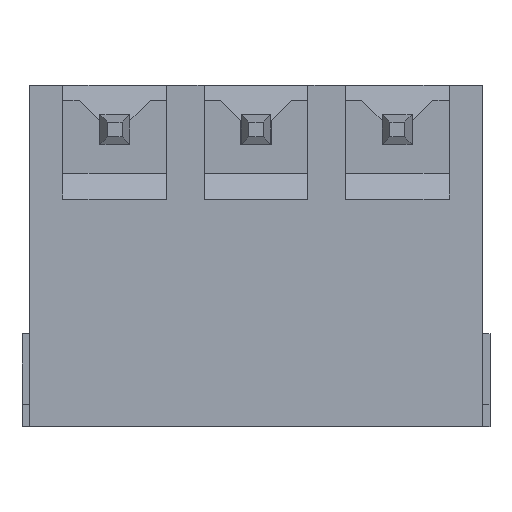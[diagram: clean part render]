
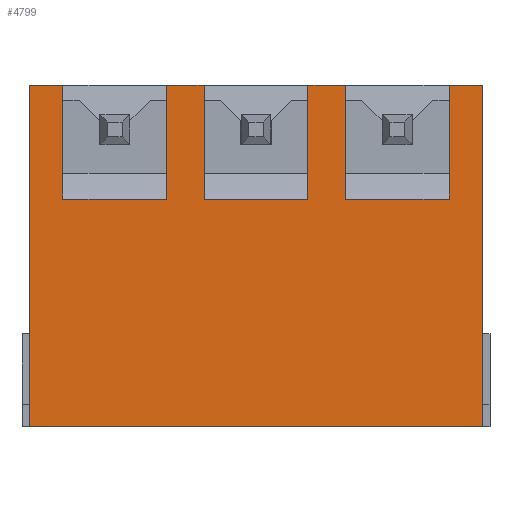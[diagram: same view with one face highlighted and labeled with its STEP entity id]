
A CAD part, top view. The second image highlights one B-rep face of the part: STEP entity #4799.
In plain terms, the highlighted planar face has unit normal (0, 0, 1).
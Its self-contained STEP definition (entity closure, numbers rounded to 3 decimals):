
#372=DIRECTION('',(1.,0.,0.));
#373=VECTOR('',#372,12.22);
#374=CARTESIAN_POINT('',(0.,0.,7.));
#375=LINE('',#374,#373);
#513=DIRECTION('',(0.,-1.,0.));
#514=VECTOR('',#513,9.2);
#515=CARTESIAN_POINT('',(12.22,9.2,7.));
#516=LINE('',#515,#514);
#785=DIRECTION('',(1.,0.,0.));
#786=VECTOR('',#785,1.01);
#787=CARTESIAN_POINT('',(7.51,9.2,7.));
#788=LINE('',#787,#786);
#789=DIRECTION('',(0.,-1.,0.));
#790=VECTOR('',#789,3.07);
#791=CARTESIAN_POINT('',(8.52,9.2,7.));
#792=LINE('',#791,#790);
#793=DIRECTION('',(1.,0.,0.));
#794=VECTOR('',#793,2.8);
#795=CARTESIAN_POINT('',(8.52,6.13,7.));
#796=LINE('',#795,#794);
#797=DIRECTION('',(0.,-1.,0.));
#798=VECTOR('',#797,3.07);
#799=CARTESIAN_POINT('',(11.32,9.2,7.));
#800=LINE('',#799,#798);
#801=DIRECTION('',(1.,0.,0.));
#802=VECTOR('',#801,0.9);
#803=CARTESIAN_POINT('',(11.32,9.2,7.));
#804=LINE('',#803,#802);
#805=DIRECTION('',(1.,0.,0.));
#806=VECTOR('',#805,0.9);
#807=CARTESIAN_POINT('',(0.,9.2,7.));
#808=LINE('',#807,#806);
#809=DIRECTION('',(0.,-1.,0.));
#810=VECTOR('',#809,3.07);
#811=CARTESIAN_POINT('',(0.9,9.2,7.));
#812=LINE('',#811,#810);
#813=DIRECTION('',(1.,0.,0.));
#814=VECTOR('',#813,2.8);
#815=CARTESIAN_POINT('',(0.9,6.13,7.));
#816=LINE('',#815,#814);
#817=DIRECTION('',(0.,-1.,0.));
#818=VECTOR('',#817,3.07);
#819=CARTESIAN_POINT('',(3.7,9.2,7.));
#820=LINE('',#819,#818);
#821=DIRECTION('',(1.,0.,0.));
#822=VECTOR('',#821,1.01);
#823=CARTESIAN_POINT('',(3.7,9.2,7.));
#824=LINE('',#823,#822);
#825=DIRECTION('',(0.,-1.,0.));
#826=VECTOR('',#825,3.07);
#827=CARTESIAN_POINT('',(4.71,9.2,7.));
#828=LINE('',#827,#826);
#829=DIRECTION('',(1.,0.,0.));
#830=VECTOR('',#829,2.8);
#831=CARTESIAN_POINT('',(4.71,6.13,7.));
#832=LINE('',#831,#830);
#833=DIRECTION('',(0.,-1.,0.));
#834=VECTOR('',#833,3.07);
#835=CARTESIAN_POINT('',(7.51,9.2,7.));
#836=LINE('',#835,#834);
#1381=DIRECTION('',(0.,-1.,0.));
#1382=VECTOR('',#1381,9.2);
#1383=CARTESIAN_POINT('',(0.,9.2,7.));
#1384=LINE('',#1383,#1382);
#3166=CARTESIAN_POINT('',(0.,9.2,7.));
#3167=CARTESIAN_POINT('',(0.,0.,7.));
#3168=VERTEX_POINT('',#3166);
#3169=VERTEX_POINT('',#3167);
#3196=CARTESIAN_POINT('',(3.7,9.2,7.));
#3198=VERTEX_POINT('',#3196);
#3202=CARTESIAN_POINT('',(0.9,9.2,7.));
#3203=CARTESIAN_POINT('',(0.9,6.13,7.));
#3204=VERTEX_POINT('',#3202);
#3205=VERTEX_POINT('',#3203);
#3206=CARTESIAN_POINT('',(3.7,6.13,7.));
#3207=VERTEX_POINT('',#3206);
#3608=CARTESIAN_POINT('',(4.71,6.13,7.));
#3609=VERTEX_POINT('',#3608);
#3612=CARTESIAN_POINT('',(7.51,6.13,7.));
#3613=VERTEX_POINT('',#3612);
#3620=CARTESIAN_POINT('',(4.71,9.2,7.));
#3621=VERTEX_POINT('',#3620);
#3622=CARTESIAN_POINT('',(7.51,9.2,7.));
#3623=VERTEX_POINT('',#3622);
#3704=CARTESIAN_POINT('',(12.22,9.2,7.));
#3705=CARTESIAN_POINT('',(12.22,0.,7.));
#3706=VERTEX_POINT('',#3704);
#3707=VERTEX_POINT('',#3705);
#3746=CARTESIAN_POINT('',(8.52,6.13,7.));
#3747=VERTEX_POINT('',#3746);
#3752=CARTESIAN_POINT('',(11.32,6.13,7.));
#3753=VERTEX_POINT('',#3752);
#3760=CARTESIAN_POINT('',(8.52,9.2,7.));
#3761=VERTEX_POINT('',#3760);
#3762=CARTESIAN_POINT('',(11.32,9.2,7.));
#3763=VERTEX_POINT('',#3762);
#4766=CARTESIAN_POINT('',(0.,9.2,7.));
#4767=DIRECTION('',(0.,0.,1.));
#4768=DIRECTION('',(0.,-1.,0.));
#4769=AXIS2_PLACEMENT_3D('',#4766,#4767,#4768);
#4770=PLANE('',#4769);
#4771=ORIENTED_EDGE('',*,*,#4615,.T.);
#4773=ORIENTED_EDGE('',*,*,#4772,.T.);
#4775=ORIENTED_EDGE('',*,*,#4774,.T.);
#4777=ORIENTED_EDGE('',*,*,#4776,.F.);
#4778=ORIENTED_EDGE('',*,*,#4577,.T.);
#4779=ORIENTED_EDGE('',*,*,#4477,.T.);
#4780=ORIENTED_EDGE('',*,*,#4225,.F.);
#4782=ORIENTED_EDGE('',*,*,#4781,.F.);
#4783=ORIENTED_EDGE('',*,*,#4593,.T.);
#4785=ORIENTED_EDGE('',*,*,#4784,.T.);
#4787=ORIENTED_EDGE('',*,*,#4786,.T.);
#4789=ORIENTED_EDGE('',*,*,#4788,.F.);
#4790=ORIENTED_EDGE('',*,*,#4623,.T.);
#4792=ORIENTED_EDGE('',*,*,#4791,.T.);
#4794=ORIENTED_EDGE('',*,*,#4793,.T.);
#4796=ORIENTED_EDGE('',*,*,#4795,.F.);
#4797=EDGE_LOOP('',(#4771,#4773,#4775,#4777,#4778,#4779,#4780,#4782,#4783,#4785,
#4787,#4789,#4790,#4792,#4794,#4796));
#4798=FACE_OUTER_BOUND('',#4797,.F.);
#4799=ADVANCED_FACE('',(#4798),#4770,.T.);
#4225=EDGE_CURVE('',#3169,#3707,#375,.T.);
#4477=EDGE_CURVE('',#3706,#3707,#516,.T.);
#4577=EDGE_CURVE('',#3763,#3706,#804,.T.);
#4593=EDGE_CURVE('',#3168,#3204,#808,.T.);
#4615=EDGE_CURVE('',#3623,#3761,#788,.T.);
#4623=EDGE_CURVE('',#3198,#3621,#824,.T.);
#4772=EDGE_CURVE('',#3761,#3747,#792,.T.);
#4774=EDGE_CURVE('',#3747,#3753,#796,.T.);
#4776=EDGE_CURVE('',#3763,#3753,#800,.T.);
#4781=EDGE_CURVE('',#3168,#3169,#1384,.T.);
#4784=EDGE_CURVE('',#3204,#3205,#812,.T.);
#4786=EDGE_CURVE('',#3205,#3207,#816,.T.);
#4788=EDGE_CURVE('',#3198,#3207,#820,.T.);
#4791=EDGE_CURVE('',#3621,#3609,#828,.T.);
#4793=EDGE_CURVE('',#3609,#3613,#832,.T.);
#4795=EDGE_CURVE('',#3623,#3613,#836,.T.);
